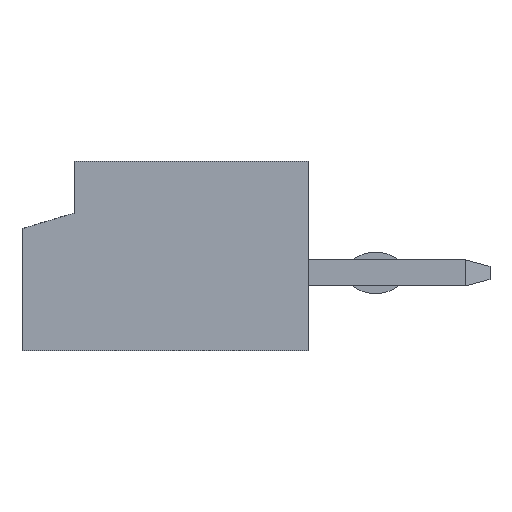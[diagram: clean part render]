
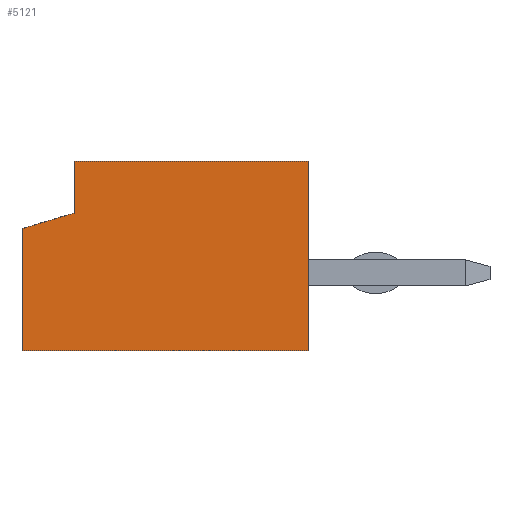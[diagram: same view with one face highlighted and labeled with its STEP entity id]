
A CAD part, left-side view. The second image highlights one B-rep face of the part: STEP entity #5121.
In plain terms, the highlighted planar face has unit normal (-1, 0, 0).
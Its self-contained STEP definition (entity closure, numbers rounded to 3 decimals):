
#49=DIRECTION('',(0.,-1.,0.));
#50=VECTOR('',#49,5.5);
#51=CARTESIAN_POINT('',(-9.,2.75,-1.825));
#52=LINE('',#51,#50);
#597=DIRECTION('',(0.,-1.,0.));
#598=VECTOR('',#597,4.5);
#599=CARTESIAN_POINT('',(-9.,1.75,1.825));
#600=LINE('',#599,#598);
#689=DIRECTION('',(0.,0.,1.));
#690=VECTOR('',#689,3.65);
#691=CARTESIAN_POINT('',(-9.,-2.75,-1.825));
#692=LINE('',#691,#690);
#953=DIRECTION('',(0.,0.,-1.));
#954=VECTOR('',#953,1.);
#955=CARTESIAN_POINT('',(-9.,1.75,1.825));
#956=LINE('',#955,#954);
#957=DIRECTION('',(0.,0.,1.));
#958=VECTOR('',#957,2.35);
#959=CARTESIAN_POINT('',(-9.,2.75,-1.825));
#960=LINE('',#959,#958);
#961=DIRECTION('',(0.,0.958,-0.287));
#962=VECTOR('',#961,1.044);
#963=CARTESIAN_POINT('',(-9.,1.75,0.825));
#964=LINE('',#963,#962);
#3085=CARTESIAN_POINT('',(-9.,2.75,-1.825));
#3086=CARTESIAN_POINT('',(-9.,-2.75,-1.825));
#3087=VERTEX_POINT('',#3085);
#3088=VERTEX_POINT('',#3086);
#3093=CARTESIAN_POINT('',(-9.,-2.75,1.825));
#3094=VERTEX_POINT('',#3093);
#3101=CARTESIAN_POINT('',(-9.,1.75,1.825));
#3103=VERTEX_POINT('',#3101);
#3109=CARTESIAN_POINT('',(-9.,1.75,0.825));
#3110=VERTEX_POINT('',#3109);
#3111=CARTESIAN_POINT('',(-9.,2.75,0.525));
#3112=VERTEX_POINT('',#3111);
#5107=CARTESIAN_POINT('',(-9.,2.75,-1.825));
#5108=DIRECTION('',(-1.,0.,0.));
#5109=DIRECTION('',(0.,-1.,0.));
#5110=AXIS2_PLACEMENT_3D('',#5107,#5108,#5109);
#5111=PLANE('',#5110);
#5112=ORIENTED_EDGE('',*,*,#4446,.F.);
#5113=ORIENTED_EDGE('',*,*,#4537,.T.);
#5114=ORIENTED_EDGE('',*,*,#4627,.F.);
#5115=ORIENTED_EDGE('',*,*,#4062,.F.);
#5117=ORIENTED_EDGE('',*,*,#5116,.T.);
#5118=ORIENTED_EDGE('',*,*,#4414,.F.);
#5119=EDGE_LOOP('',(#5112,#5113,#5114,#5115,#5117,#5118));
#5120=FACE_OUTER_BOUND('',#5119,.F.);
#5121=ADVANCED_FACE('',(#5120),#5111,.T.);
#4062=EDGE_CURVE('',#3087,#3088,#52,.T.);
#4414=EDGE_CURVE('',#3110,#3112,#964,.T.);
#4446=EDGE_CURVE('',#3103,#3110,#956,.T.);
#4537=EDGE_CURVE('',#3103,#3094,#600,.T.);
#4627=EDGE_CURVE('',#3088,#3094,#692,.T.);
#5116=EDGE_CURVE('',#3087,#3112,#960,.T.);
